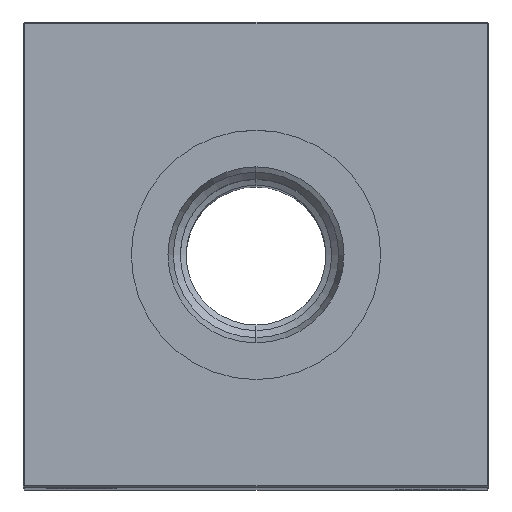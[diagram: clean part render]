
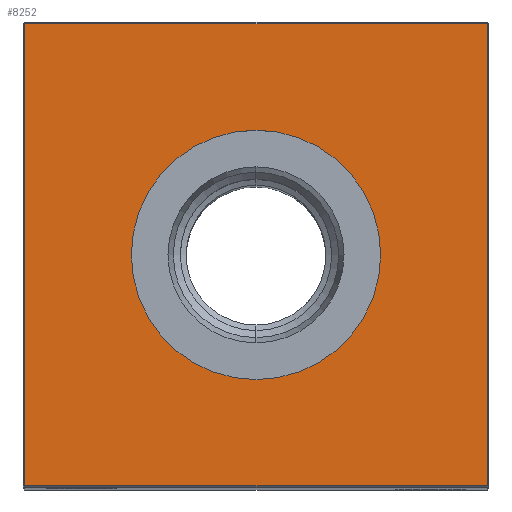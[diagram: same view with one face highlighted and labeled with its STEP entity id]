
A CAD part, top view. The second image highlights one B-rep face of the part: STEP entity #8252.
In plain terms, the highlighted planar face has unit normal (0, 0, 1).
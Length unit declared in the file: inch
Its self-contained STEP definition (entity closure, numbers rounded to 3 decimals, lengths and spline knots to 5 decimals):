
#739 = EDGE_CURVE ( 'NONE', #14888, #23053, #2486, .T. ) ;
#952 = ORIENTED_EDGE ( 'NONE', *, *, #24019, .T. ) ;
#2260 = EDGE_CURVE ( 'NONE', #20269, #14693, #11933, .T. ) ;
#2486 = LINE ( 'NONE', #10320, #12906 ) ;
#3155 = FACE_BOUND ( 'NONE', #11417, .T. ) ;
#4290 = ORIENTED_EDGE ( 'NONE', *, *, #2260, .T. ) ;
#4711 = CARTESIAN_POINT ( 'NONE',  ( 0., -0.66929, 7. ) ) ;
#5150 = FACE_OUTER_BOUND ( 'NONE', #10819, .T. ) ;
#5402 = DIRECTION ( 'NONE',  ( -1., 0., 0. ) ) ;
#5884 = DIRECTION ( 'NONE',  ( 0., 0., -1. ) ) ;
#7000 = DIRECTION ( 'NONE',  ( 0., 1., 0. ) ) ;
#7584 = CARTESIAN_POINT ( 'NONE',  ( 0., 0., 7. ) ) ;
#7976 = CARTESIAN_POINT ( 'NONE',  ( -1.24, 0., 7. ) ) ;
#8252 = ADVANCED_FACE ( 'NONE', ( #5150, #3155 ), #11521, .F. ) ;
#8882 = DIRECTION ( 'NONE',  ( 1., 0., 0. ) ) ;
#8993 = CARTESIAN_POINT ( 'NONE',  ( 1.24, 0., 7. ) ) ;
#9262 = DIRECTION ( 'NONE',  ( 0., 0., -1. ) ) ;
#9318 = DIRECTION ( 'NONE',  ( 0., 0., -1. ) ) ;
#9459 = CARTESIAN_POINT ( 'NONE',  ( 0., 0.66929, 7. ) ) ;
#9552 = CARTESIAN_POINT ( 'NONE',  ( 1.24, -1.24, 7. ) ) ;
#9652 = AXIS2_PLACEMENT_3D ( 'NONE', #15119, #9262, #5402 ) ;
#9706 = DIRECTION ( 'NONE',  ( 0., -1., 0. ) ) ;
#10266 = VERTEX_POINT ( 'NONE', #20721 ) ;
#10320 = CARTESIAN_POINT ( 'NONE',  ( 0., 1.24, 7. ) ) ;
#10768 = VERTEX_POINT ( 'NONE', #9552 ) ;
#10819 = EDGE_LOOP ( 'NONE', ( #952, #26165, #25805, #15914 ) ) ;
#11013 = LINE ( 'NONE', #18982, #13378 ) ;
#11417 = EDGE_LOOP ( 'NONE', ( #17713, #4290 ) ) ;
#11521 = PLANE ( 'NONE',  #9652 ) ;
#11933 = CIRCLE ( 'NONE', #13204, 0.66929 ) ;
#12141 = EDGE_CURVE ( 'NONE', #10768, #14888, #17353, .T. ) ;
#12906 = VECTOR ( 'NONE', #22414, 39.37008 ) ;
#13204 = AXIS2_PLACEMENT_3D ( 'NONE', #7584, #9318, #19685 ) ;
#13378 = VECTOR ( 'NONE', #8882, 39.37008 ) ;
#13427 = LINE ( 'NONE', #7976, #13994 ) ;
#13568 = AXIS2_PLACEMENT_3D ( 'NONE', #17978, #5884, #19585 ) ;
#13948 = EDGE_CURVE ( 'NONE', #10266, #10768, #11013, .T. ) ;
#13994 = VECTOR ( 'NONE', #9706, 39.37008 ) ;
#14693 = VERTEX_POINT ( 'NONE', #9459 ) ;
#14860 = CIRCLE ( 'NONE', #13568, 0.66929 ) ;
#14888 = VERTEX_POINT ( 'NONE', #17535 ) ;
#15119 = CARTESIAN_POINT ( 'NONE',  ( 0., 0., 7. ) ) ;
#15914 = ORIENTED_EDGE ( 'NONE', *, *, #739, .T. ) ;
#17353 = LINE ( 'NONE', #8993, #21189 ) ;
#17535 = CARTESIAN_POINT ( 'NONE',  ( 1.24, 1.24, 7. ) ) ;
#17713 = ORIENTED_EDGE ( 'NONE', *, *, #21329, .T. ) ;
#17978 = CARTESIAN_POINT ( 'NONE',  ( 0., 0., 7. ) ) ;
#18982 = CARTESIAN_POINT ( 'NONE',  ( 0., -1.24, 7. ) ) ;
#19585 = DIRECTION ( 'NONE',  ( -1., 0., 0. ) ) ;
#19685 = DIRECTION ( 'NONE',  ( -1., 0., 0. ) ) ;
#20269 = VERTEX_POINT ( 'NONE', #4711 ) ;
#20721 = CARTESIAN_POINT ( 'NONE',  ( -1.24, -1.24, 7. ) ) ;
#21189 = VECTOR ( 'NONE', #7000, 39.37008 ) ;
#21329 = EDGE_CURVE ( 'NONE', #14693, #20269, #14860, .T. ) ;
#22414 = DIRECTION ( 'NONE',  ( -1., 0., 0. ) ) ;
#23017 = CARTESIAN_POINT ( 'NONE',  ( -1.24, 1.24, 7. ) ) ;
#23053 = VERTEX_POINT ( 'NONE', #23017 ) ;
#24019 = EDGE_CURVE ( 'NONE', #23053, #10266, #13427, .T. ) ;
#25805 = ORIENTED_EDGE ( 'NONE', *, *, #12141, .T. ) ;
#26165 = ORIENTED_EDGE ( 'NONE', *, *, #13948, .T. ) ;
